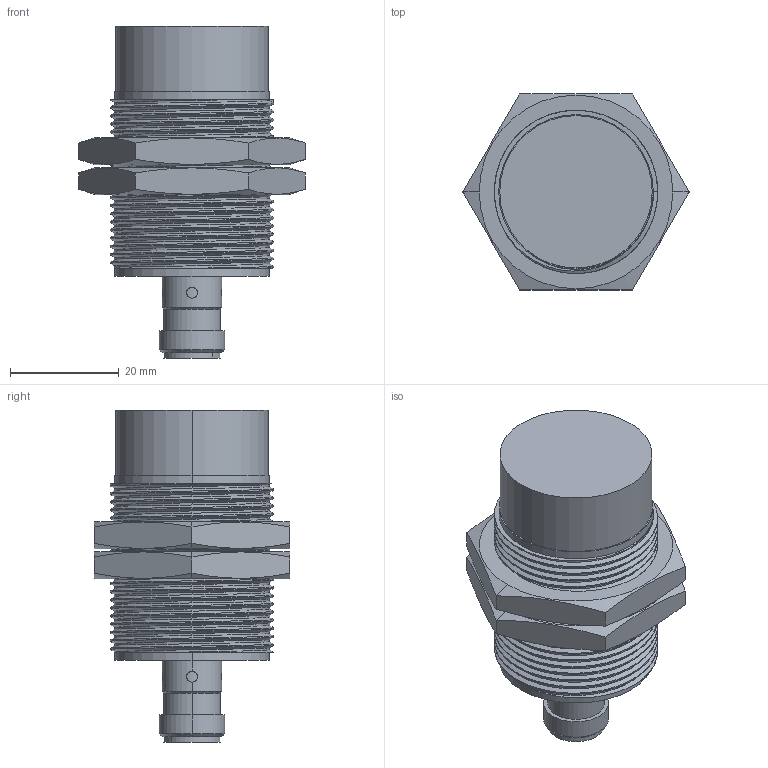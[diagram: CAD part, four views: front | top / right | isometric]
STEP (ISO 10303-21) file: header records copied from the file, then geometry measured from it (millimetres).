
FILE_DESCRIPTION((''),'2;1');
FILE_NAME('RF30-WR-M30HLK','2024-11-08T09:37:56',('elco'),(''),'CREO PARAMETRIC BY PTC INC, 2022424','CREO PARAMETRIC BY PTC INC, 2022424','');
FILE_SCHEMA(('CONFIG_CONTROL_DESIGN'));
Length unit declared in the file: millimetre
Products named in the file (1): RF30-WR-M30HLK
Bounding box: 41.57 x 36 x 61 mm (x, y, z)
Volume: 35378.8 mm3; surface area: 9580.3 mm2
Topology: 1 solids, 7 shells, 215 faces, 523 edges, 333 vertices
Faces by surface type: cylinder 124, plane 43, cone 28, bspline 8, sphere 8, torus 4
Entity records: 17267 total; most frequent: CARTESIAN_POINT 12419, ORIENTED_EDGE 1030, DIRECTION 930, EDGE_CURVE 515, AXIS2_PLACEMENT_3D 383, VERTEX_POINT 333, EDGE_LOOP 246, FACE_OUTER_BOUND 215
